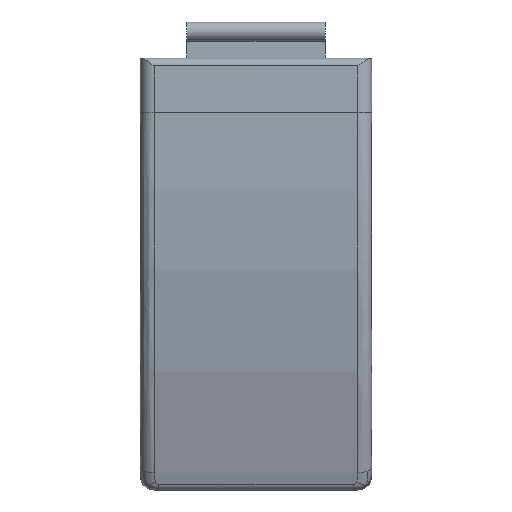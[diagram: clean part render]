
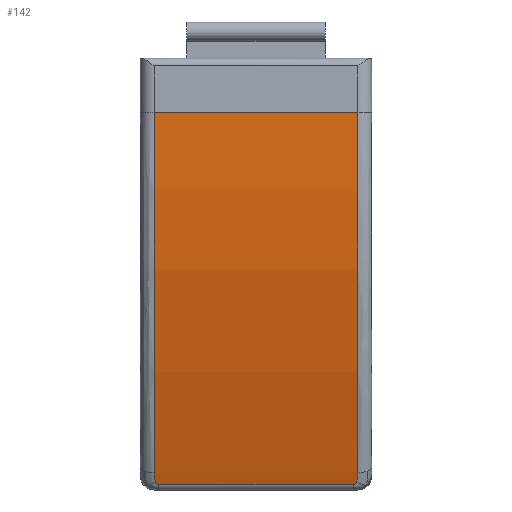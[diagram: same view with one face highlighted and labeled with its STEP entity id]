
A CAD part, front view. The second image highlights one B-rep face of the part: STEP entity #142.
In plain terms, the highlighted cylindrical face has radius 150 mm (diameter 300 mm), a partial arc.
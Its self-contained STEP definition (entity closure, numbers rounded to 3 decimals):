
#142=ADVANCED_FACE('',(#334),#335,.T.);
#334=FACE_OUTER_BOUND('',#1468,.T.);
#335=CYLINDRICAL_SURFACE('',#1469,150.0);
#1468=EDGE_LOOP('',(#2810,#2811,#2812,#2813,#2814,#2815,#2816,#2817));
#1469=AXIS2_PLACEMENT_3D('',#2818,#2819,#2820);
#2810=ORIENTED_EDGE('',*,*,#3394,.F.);
#2811=ORIENTED_EDGE('',*,*,#3399,.T.);
#2812=ORIENTED_EDGE('',*,*,#3423,.F.);
#2813=ORIENTED_EDGE('',*,*,#3424,.F.);
#2814=ORIENTED_EDGE('',*,*,#3425,.F.);
#2815=ORIENTED_EDGE('',*,*,#3397,.T.);
#2816=ORIENTED_EDGE('',*,*,#3380,.F.);
#2817=ORIENTED_EDGE('',*,*,#3426,.F.);
#2818=CARTESIAN_POINT('',(15.,96.,-6.));
#2819=DIRECTION('',(1.0,0.,0.));
#2820=DIRECTION('',(0.,0.,1.0));
#3380=EDGE_CURVE('',#3676,#3677,#3678,.T.);
#3394=EDGE_CURVE('',#3696,#3694,#3698,.T.);
#3397=EDGE_CURVE('',#3700,#3677,#3702,.F.);
#3399=EDGE_CURVE('',#3696,#3704,#3705,.F.);
#3423=EDGE_CURVE('',#3741,#3704,#3742,.F.);
#3424=EDGE_CURVE('',#3743,#3741,#3744,.T.);
#3425=EDGE_CURVE('',#3700,#3743,#3745,.T.);
#3426=EDGE_CURVE('',#3694,#3676,#3746,.F.);
#3676=VERTEX_POINT('',#4240);
#3677=VERTEX_POINT('',#4241);
#3678=B_SPLINE_CURVE_WITH_KNOTS('',3,(#4242,#4243,#4244,#4245,#4246,#4247,#4248),.UNSPECIFIED.,.F.,.F.,(4,1,1,1,4),(0.0,0.25,0.5,0.75,1.0),.UNSPECIFIED.);
#3694=VERTEX_POINT('',#4325);
#3696=VERTEX_POINT('',#4340);
#3698=B_SPLINE_CURVE_WITH_KNOTS('',3,(#4348,#4349,#4350,#4351,#4352,#4353,#4354),.UNSPECIFIED.,.F.,.F.,(4,1,1,1,4),(0.0,0.25,0.5,0.75,1.0),.UNSPECIFIED.);
#3700=VERTEX_POINT('',#4356);
#3702=B_SPLINE_CURVE_WITH_KNOTS('',3,(#4364,#4365,#4366,#4367),.UNSPECIFIED.,.F.,.F.,(4,4),(-1.0,-0.0),.UNSPECIFIED.);
#3704=VERTEX_POINT('',#4369);
#3705=B_SPLINE_CURVE_WITH_KNOTS('',3,(#4370,#4371,#4372,#4373),.UNSPECIFIED.,.F.,.F.,(4,4),(-1.0,-0.0),.UNSPECIFIED.);
#3741=VERTEX_POINT('',#4430);
#3742=B_SPLINE_CURVE_WITH_KNOTS('',3,(#4431,#4432,#4433,#4434,#4435,#4436,#4437,#4438,#4439,#4440),.UNSPECIFIED.,.F.,.F.,(4,3,3,4),(0.0,0.2,0.829,1.0),.UNSPECIFIED.);
#3743=VERTEX_POINT('',#4441);
#3744=LINE('',#4442,#4443);
#3745=B_SPLINE_CURVE_WITH_KNOTS('',3,(#4444,#4445,#4446,#4447,#4448,#4449,#4450,#4451,#4452,#4453),.UNSPECIFIED.,.F.,.F.,(4,3,3,4),(0.0,0.2,0.829,1.0),.UNSPECIFIED.);
#3746=LINE('',#4454,#4455);
#4240=CARTESIAN_POINT('',(-12.607,-46.003,-54.322));
#4241=CARTESIAN_POINT('',(-13.052,-46.138,-53.925));
#4242=CARTESIAN_POINT('',(-12.607,-46.003,-54.322));
#4243=CARTESIAN_POINT('',(-12.657,-46.003,-54.322));
#4244=CARTESIAN_POINT('',(-12.749,-46.009,-54.306));
#4245=CARTESIAN_POINT('',(-12.87,-46.034,-54.231));
#4246=CARTESIAN_POINT('',(-12.972,-46.076,-54.107));
#4247=CARTESIAN_POINT('',(-13.027,-46.116,-53.991));
#4248=CARTESIAN_POINT('',(-13.052,-46.138,-53.925));
#4325=CARTESIAN_POINT('',(12.607,-46.003,-54.322));
#4340=CARTESIAN_POINT('',(13.052,-46.138,-53.925));
#4348=CARTESIAN_POINT('',(13.052,-46.138,-53.925));
#4349=CARTESIAN_POINT('',(13.027,-46.116,-53.991));
#4350=CARTESIAN_POINT('',(12.972,-46.076,-54.107));
#4351=CARTESIAN_POINT('',(12.87,-46.034,-54.231));
#4352=CARTESIAN_POINT('',(12.749,-46.009,-54.306));
#4353=CARTESIAN_POINT('',(12.657,-46.003,-54.322));
#4354=CARTESIAN_POINT('',(12.607,-46.003,-54.322));
#4356=CARTESIAN_POINT('',(-13.2,-46.534,-52.732));
#4364=CARTESIAN_POINT('',(-13.052,-46.138,-53.925));
#4365=CARTESIAN_POINT('',(-13.151,-46.227,-53.661));
#4366=CARTESIAN_POINT('',(-13.2,-46.36,-53.263));
#4367=CARTESIAN_POINT('',(-13.2,-46.534,-52.732));
#4369=CARTESIAN_POINT('',(13.2,-46.534,-52.732));
#4370=CARTESIAN_POINT('',(13.2,-46.534,-52.732));
#4371=CARTESIAN_POINT('',(13.2,-46.36,-53.263));
#4372=CARTESIAN_POINT('',(13.151,-46.227,-53.661));
#4373=CARTESIAN_POINT('',(13.052,-46.138,-53.925));
#4430=CARTESIAN_POINT('',(13.2,-54.,-6.));
#4431=CARTESIAN_POINT('',(13.2,-46.534,-52.732));
#4432=CARTESIAN_POINT('',(13.2,-47.521,-49.722));
#4433=CARTESIAN_POINT('',(13.2,-48.413,-46.68));
#4434=CARTESIAN_POINT('',(13.2,-49.208,-43.613));
#4435=CARTESIAN_POINT('',(13.2,-51.708,-33.961));
#4436=CARTESIAN_POINT('',(13.2,-53.242,-24.06));
#4437=CARTESIAN_POINT('',(13.2,-53.781,-14.104));
#4438=CARTESIAN_POINT('',(13.2,-53.927,-11.405));
#4439=CARTESIAN_POINT('',(13.2,-54.,-8.702));
#4440=CARTESIAN_POINT('',(13.2,-54.,-6.));
#4441=CARTESIAN_POINT('',(-13.2,-54.,-6.));
#4442=CARTESIAN_POINT('',(15.,-54.,-6.));
#4443=VECTOR('',#4997,1.0);
#4444=CARTESIAN_POINT('',(-13.2,-46.534,-52.732));
#4445=CARTESIAN_POINT('',(-13.2,-47.521,-49.722));
#4446=CARTESIAN_POINT('',(-13.2,-48.413,-46.68));
#4447=CARTESIAN_POINT('',(-13.2,-49.208,-43.613));
#4448=CARTESIAN_POINT('',(-13.2,-51.708,-33.961));
#4449=CARTESIAN_POINT('',(-13.2,-53.242,-24.06));
#4450=CARTESIAN_POINT('',(-13.2,-53.781,-14.104));
#4451=CARTESIAN_POINT('',(-13.2,-53.927,-11.405));
#4452=CARTESIAN_POINT('',(-13.2,-54.,-8.702));
#4453=CARTESIAN_POINT('',(-13.2,-54.,-6.));
#4454=CARTESIAN_POINT('',(15.,-46.003,-54.322));
#4455=VECTOR('',#4998,1.0);
#4997=DIRECTION('',(1.0,0.,0.));
#4998=DIRECTION('',(1.0,0.,0.));
